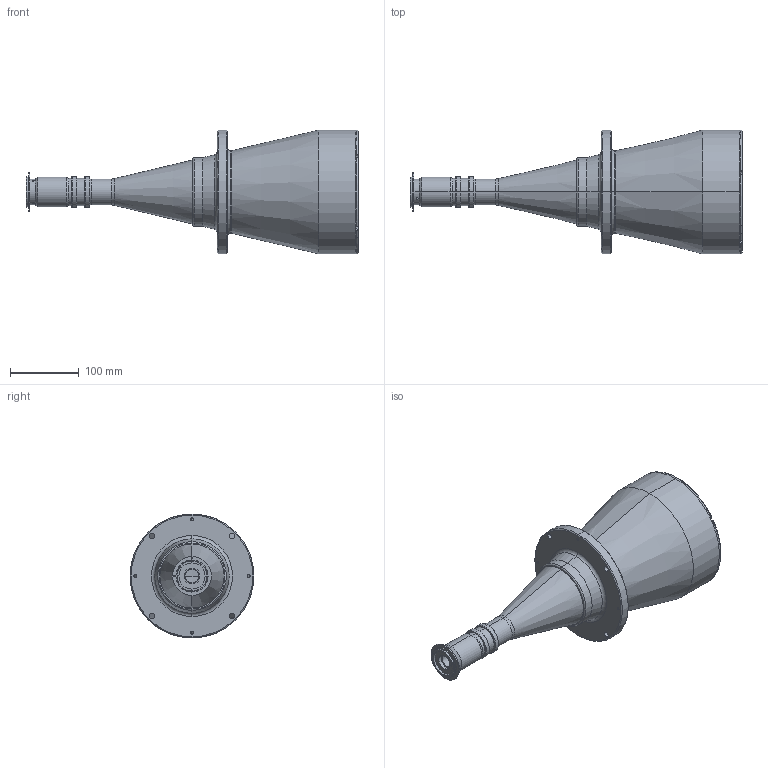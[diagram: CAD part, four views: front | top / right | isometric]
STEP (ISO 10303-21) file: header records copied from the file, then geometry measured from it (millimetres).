
FILE_DESCRIPTION (( 'STEP AP214' ), '1' );
FILE_NAME ('2M120_F.STEP', '2013-05-11T10:53:43', ( 'Work' ), ( '' ), 'SwSTEP 2.0', 'SolidWorks 2013', '' );
FILE_SCHEMA (( 'AUTOMOTIVE_DESIGN' ));
Length unit declared in the file: millimetre
Products named in the file (1): 2M120_F
Bounding box: 482.93 x 180 x 180 mm (x, y, z)
Surface area: 240646.9 mm2 (no closed solid volume)
Topology: 0 solids, 12 shells, 181 faces, 508 edges, 342 vertices
Faces by surface type: cylinder 99, plane 35, cone 30, torus 15, sphere 2
Entity records: 8524 total; most frequent: CARTESIAN_POINT 1640, DIRECTION 1114, ORIENTED_EDGE 893, EDGE_CURVE 508, AXIS2_PLACEMENT_3D 462, VERTEX_POINT 342, CIRCLE 280, EDGE_LOOP 238
